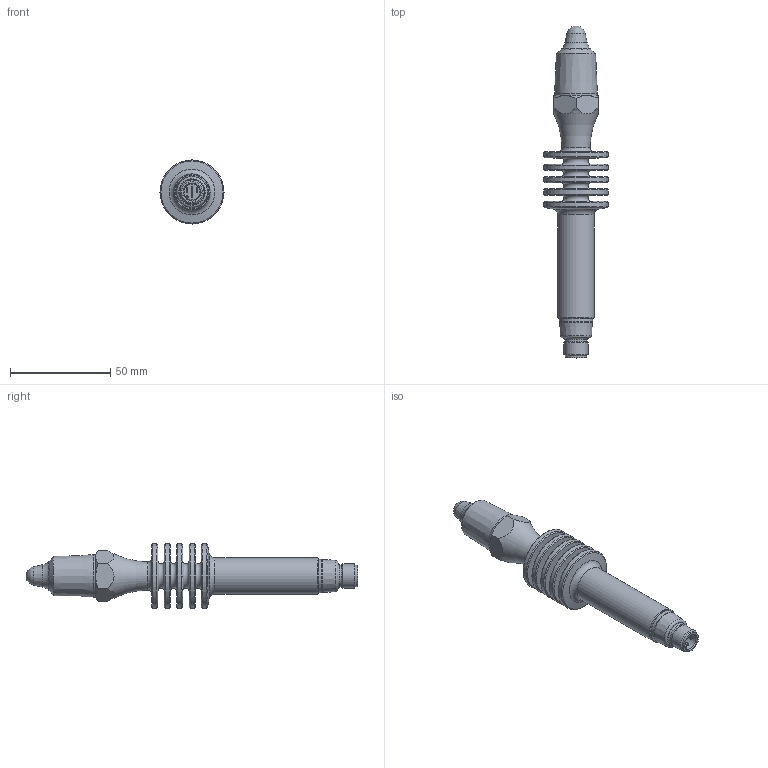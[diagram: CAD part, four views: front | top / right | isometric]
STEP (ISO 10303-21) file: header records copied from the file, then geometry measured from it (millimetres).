
FILE_DESCRIPTION( ( 'Unknown' ), '1' );
FILE_NAME( 'LBFS-x1Pxxx.step', 'Unknown', ( 'Unknown' ), ( 'Unknown' ), 'PSStep 15.0.49', 'Unknown', ' ' );
FILE_SCHEMA( ( 'AUTOMOTIVE_DESIGN { 1 0 10303 214 1 1 1 1 }' ) );
Length unit declared in the file: millimetre
Products named in the file (1): 11151313
Bounding box: 32 x 165.81 x 32 mm (x, y, z)
Volume: 47186.4 mm3; surface area: 16357.7 mm2
Topology: 1 solids, 1 shells, 202 faces, 504 edges, 317 vertices
Faces by surface type: plane 104, cylinder 53, cone 20, torus 14, sphere 9, bspline 2
Full cylindrical faces by diameter (mm): 10.6 x1, 11 x1, 12 x1, 14.549 x1, 16.6 x1, 18 x1, 19.603 x1, 21.336 x1, 32 x5
Entity records: 7386 total; most frequent: CARTESIAN_POINT 1218, DIRECTION 966, ORIENTED_EDGE 858, EDGE_CURVE 429, AXIS2_PLACEMENT_3D 358, VERTEX_POINT 298, EDGE_LOOP 270, LINE 250
